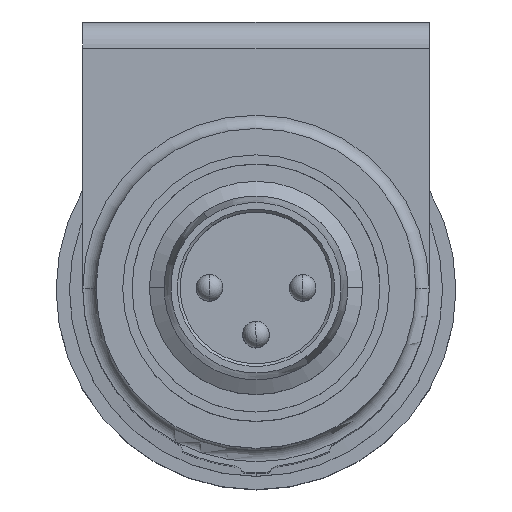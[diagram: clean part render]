
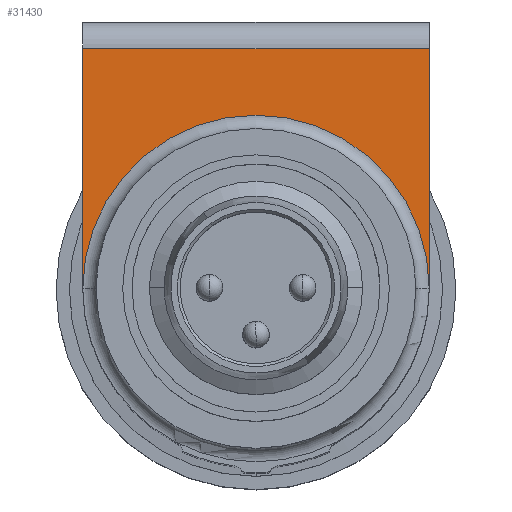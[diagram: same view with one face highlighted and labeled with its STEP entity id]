
A CAD part, top view. The second image highlights one B-rep face of the part: STEP entity #31430.
In plain terms, the highlighted face is planar.
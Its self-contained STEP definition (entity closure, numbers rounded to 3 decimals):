
#10390=CARTESIAN_POINT('',(23.05,43.673,
17.503));
#10400=DIRECTION('',(0.,0.,-1.));
#10410=DIRECTION('',(0.707,-0.707,
0.));
#10420=AXIS2_PLACEMENT_3D('',#10390,#10400,#10410);
#10430=CIRCLE('',#10420,6.5);
#10500=CARTESIAN_POINT('',(18.454,48.269,
17.503));
#10510=VERTEX_POINT('',#10500);
#10670=CARTESIAN_POINT('',(27.646,39.076,
17.503));
#10680=VERTEX_POINT('',#10670);
#11720=CARTESIAN_POINT('',(25.811,37.241,
17.503));
#11730=DIRECTION('',(-0.707,-0.707,
0.));
#11740=VECTOR('',#11730,1.);
#11750=LINE('',#11720,#11740);
#11760=CARTESIAN_POINT('',(21.283,32.712,
17.503));
#11770=VERTEX_POINT('',#11760);
#11780=EDGE_CURVE('',#10680,#11770,#11750,.T.);
#12290=CARTESIAN_POINT('',(18.521,35.474,
17.503));
#12300=DIRECTION('',(-0.707,0.707,
0.));
#12310=VECTOR('',#12300,1.);
#12320=LINE('',#12290,#12310);
#12330=CARTESIAN_POINT('',(12.09,41.905,
17.503));
#12340=VERTEX_POINT('',#12330);
#12350=EDGE_CURVE('',#11770,#12340,#12320,.T.);
#28220=CARTESIAN_POINT('',(29.205,45.369,
17.503));
#28230=DIRECTION('',(0.,0.,-1.));
#28240=DIRECTION('',(-0.707,0.707,
0.));
#28250=AXIS2_PLACEMENT_3D('',#28220,#28230,#28240);
#28260=PLANE('',#28250);
#30600=CARTESIAN_POINT('',(14.785,44.6,
17.503));
#30610=DIRECTION('',(0.707,0.707,
0.));
#30620=VECTOR('',#30610,1.);
#30630=LINE('',#30600,#30620);
#30640=EDGE_CURVE('',#12340,#10510,#30630,.T.);
#31360=ORIENTED_EDGE('',*,*,#30640,.T.);
#31370=ORIENTED_EDGE('',*,*,#12350,.T.);
#31380=ORIENTED_EDGE('',*,*,#11780,.T.);
#31390=EDGE_CURVE('',#10680,#10510,#10430,.T.);
#31400=ORIENTED_EDGE('',*,*,#31390,.F.);
#31410=EDGE_LOOP('',(#31400,#31380,#31370,#31360));
#31420=FACE_OUTER_BOUND('',#31410,.T.);
#31430=ADVANCED_FACE('',(#31420),#28260,.T.);
